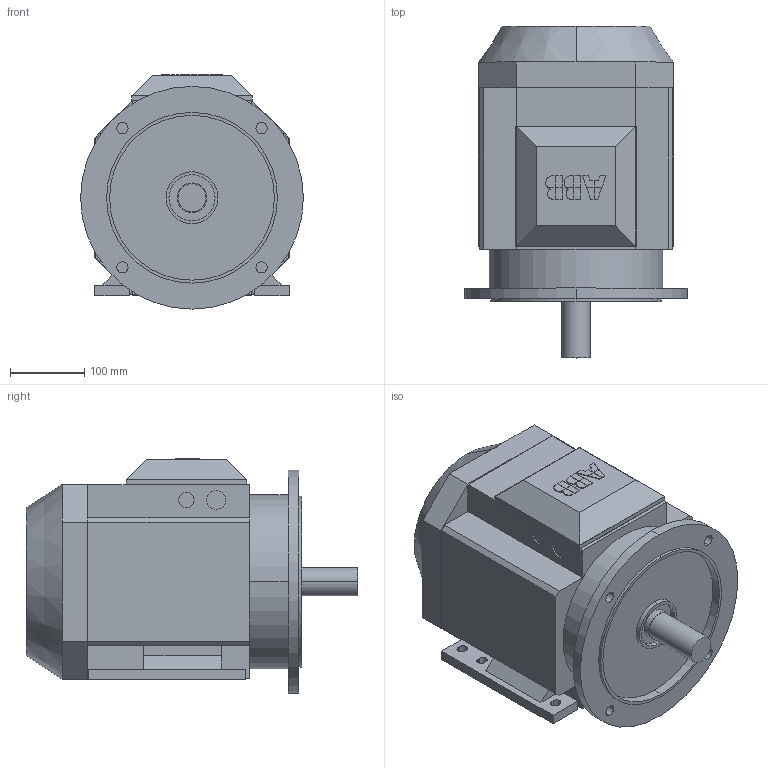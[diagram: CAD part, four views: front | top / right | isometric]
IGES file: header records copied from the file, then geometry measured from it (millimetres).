
Global section: file name: No Iges File Name specified; native system: Autodesk Inventor 2010; preprocessor: AutoDesk Inventor Iges Exporter R2010; author: esu00009; date: 20100705.100723; units: millimetre
Bounding box: 300 x 447 x 315.5 mm (x, y, z)
Volume: 21270675.5 mm3; surface area: 595657.6 mm2
Topology: 1 solids, 1 shells, 209 faces, 532 edges, 352 vertices
Faces by surface type: plane 132, bspline 45, revolution 18, cylinder 12, cone 2
